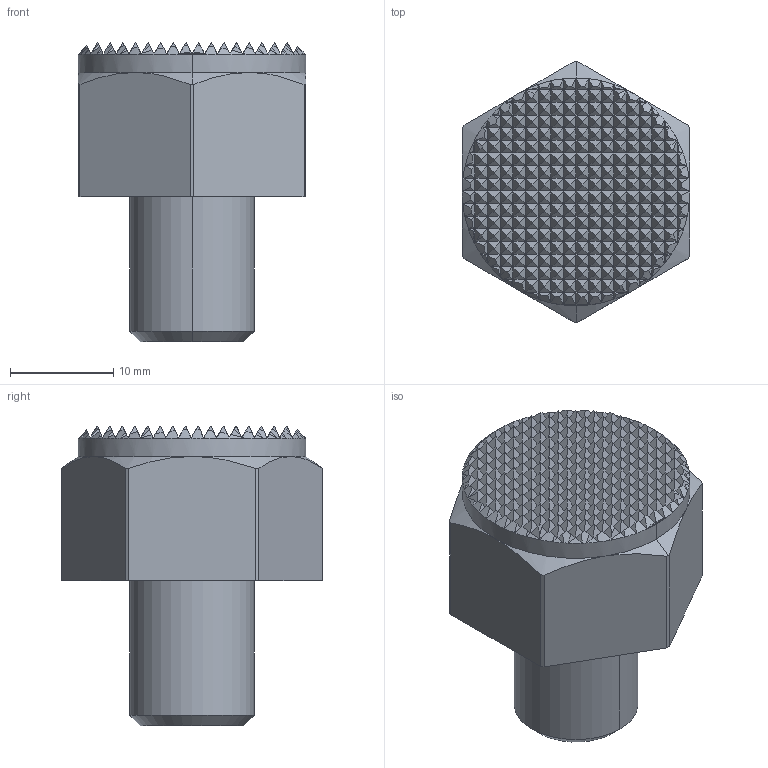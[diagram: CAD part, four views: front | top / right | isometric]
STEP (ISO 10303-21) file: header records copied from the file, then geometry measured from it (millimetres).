
FILE_DESCRIPTION(('STEP AP214'),'1');
FILE_NAME('HALDERN_EH_22690_0202.stp','2017-07-04T09:14:02',('TraceParts'),('TraceParts S.A.'),'Spatial InterOp 3D',' ',' ');
FILE_SCHEMA(('automotive_design'));
Length unit declared in the file: millimetre
Products named in the file (1): HALDERN_EH_22690_0202
Bounding box: 22 x 25.2 x 28.91 mm (x, y, z)
Volume: 7395.6 mm3; surface area: 2776.6 mm2
Topology: 1 solids, 1 shells, 1184 faces, 2136 edges, 955 vertices
Faces by surface type: plane 1084, cone 90, cylinder 10
Entity records: 35695 total; most frequent: CARTESIAN_POINT 4780, DIRECTION 4361, ORIENTED_EDGE 4272, EDGE_CURVE 2136, LINE 1777, VECTOR 1777, AXIS2_PLACEMENT_3D 1292, STYLED_ITEM 1185
